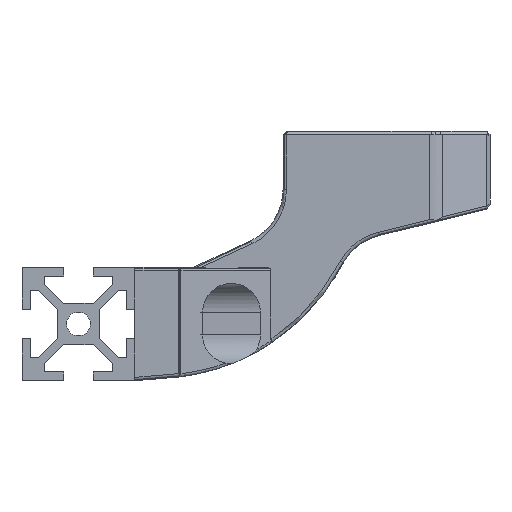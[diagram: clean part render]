
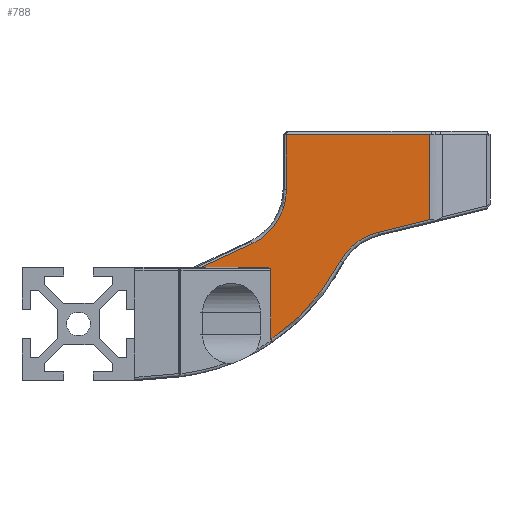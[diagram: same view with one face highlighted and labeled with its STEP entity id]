
A CAD part, front view. The second image highlights one B-rep face of the part: STEP entity #788.
In plain terms, the highlighted planar face has unit normal (0, -1, 0).
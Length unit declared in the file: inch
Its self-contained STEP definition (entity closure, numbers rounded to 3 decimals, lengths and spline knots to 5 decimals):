
#788=ADVANCED_FACE('',(#1684),#1685,.F.);
#1684=FACE_OUTER_BOUND('',#2835,.T.);
#1685=PLANE('',#2836);
#2835=EDGE_LOOP('',(#5208,#5209,#5210,#5211,#5212,#5213,#5214,#5215,#5216,#5217,#5218,#5219));
#2836=AXIS2_PLACEMENT_3D('',#5220,#5221,#5222);
#5208=ORIENTED_EDGE('',*,*,#7160,.F.);
#5209=ORIENTED_EDGE('',*,*,#7342,.F.);
#5210=ORIENTED_EDGE('',*,*,#7330,.F.);
#5211=ORIENTED_EDGE('',*,*,#7343,.F.);
#5212=ORIENTED_EDGE('',*,*,#6943,.F.);
#5213=ORIENTED_EDGE('',*,*,#6473,.F.);
#5214=ORIENTED_EDGE('',*,*,#6815,.T.);
#5215=ORIENTED_EDGE('',*,*,#6890,.F.);
#5216=ORIENTED_EDGE('',*,*,#6519,.F.);
#5217=ORIENTED_EDGE('',*,*,#7344,.T.);
#5218=ORIENTED_EDGE('',*,*,#7345,.F.);
#5219=ORIENTED_EDGE('',*,*,#7346,.F.);
#5220=CARTESIAN_POINT('',(-2.81976,-0.3937,-0.56845));
#5221=DIRECTION('',(0.,1.0,0.));
#5222=DIRECTION('',(0.,0.,-1.0));
#6473=EDGE_CURVE('',#7798,#7800,#7801,.T.);
#6519=EDGE_CURVE('',#7881,#7875,#7883,.F.);
#6815=EDGE_CURVE('',#7798,#8385,#8387,.T.);
#6890=EDGE_CURVE('',#7875,#8385,#8506,.F.);
#6943=EDGE_CURVE('',#7800,#8582,#8591,.T.);
#7160=EDGE_CURVE('',#8895,#8897,#8898,.T.);
#7330=EDGE_CURVE('',#9109,#9111,#9112,.T.);
#7342=EDGE_CURVE('',#9111,#8895,#9126,.T.);
#7343=EDGE_CURVE('',#8582,#9109,#9127,.T.);
#7344=EDGE_CURVE('',#7881,#9128,#9129,.T.);
#7345=EDGE_CURVE('',#9130,#9128,#9131,.T.);
#7346=EDGE_CURVE('',#8897,#9130,#9132,.T.);
#7798=VERTEX_POINT('',#9717);
#7800=VERTEX_POINT('',#9719);
#7801=LINE('',#9720,#9721);
#7875=VERTEX_POINT('',#9821);
#7881=VERTEX_POINT('',#9828);
#7883=ELLIPSE('',#9831,0.03341,0.02362);
#8385=VERTEX_POINT('',#10706);
#8387=LINE('',#10709,#10710);
#8506=ELLIPSE('',#10878,0.03341,0.02362);
#8582=VERTEX_POINT('',#10999);
#8591=CIRCLE('',#11008,0.41732);
#8895=VERTEX_POINT('',#11487);
#8897=VERTEX_POINT('',#11494);
#8898=LINE('',#11495,#11496);
#9109=VERTEX_POINT('',#11816);
#9111=VERTEX_POINT('',#11818);
#9112=LINE('',#11819,#11820);
#9126=LINE('',#11837,#11838);
#9127=LINE('',#11839,#11840);
#9128=VERTEX_POINT('',#11841);
#9129=LINE('',#11842,#11843);
#9130=VERTEX_POINT('',#11844);
#9131=CIRCLE('',#11845,1.46325);
#9132=CIRCLE('',#11846,0.41732);
#9717=CARTESIAN_POINT('',(-2.96533,-0.3937,-0.49214));
#9719=CARTESIAN_POINT('',(-2.61556,-0.3937,-0.32918));
#9720=CARTESIAN_POINT('',(-2.78647,-0.3937,-0.40881));
#9721=VECTOR('',#12413,1.);
#9821=CARTESIAN_POINT('',(-2.49206,-0.3937,-0.49906));
#9828=CARTESIAN_POINT('',(-2.48227,-0.3937,-0.51576));
#9831=AXIS2_PLACEMENT_3D('',#12486,#12487,#12488);
#10706=CARTESIAN_POINT('',(-2.51568,-0.3937,-0.49214));
#10709=CARTESIAN_POINT('',(-2.90284,-0.3937,-0.49214));
#10710=VECTOR('',#12885,1.0);
#10878=AXIS2_PLACEMENT_3D('',#12965,#12966,#12967);
#10999=CARTESIAN_POINT('',(-2.37448,-0.3937,0.0491));
#11008=AXIS2_PLACEMENT_3D('',#13039,#13040,#13041);
#11487=CARTESIAN_POINT('',(-1.37398,-0.3937,-0.16047));
#11494=CARTESIAN_POINT('',(-1.73572,-0.3937,-0.24952));
#11495=CARTESIAN_POINT('',(-2.28383,-0.3937,-0.38447));
#11496=VECTOR('',#13314,1.);
#11816=CARTESIAN_POINT('',(-2.37448,-0.3937,0.43274));
#11818=CARTESIAN_POINT('',(-1.37398,-0.3937,0.43274));
#11819=CARTESIAN_POINT('',(-1.13837,-0.3937,0.43274));
#11820=VECTOR('',#13504,1.0);
#11837=CARTESIAN_POINT('',(-1.37398,-0.3937,-0.41097));
#11838=VECTOR('',#13520,6.0);
#11839=CARTESIAN_POINT('',(-2.37448,-0.3937,-0.29627));
#11840=VECTOR('',#13521,1.0);
#11841=CARTESIAN_POINT('',(-2.48227,-0.3937,-0.9945));
#11842=CARTESIAN_POINT('',(-2.48227,-0.3937,-0.90179));
#11843=VECTOR('',#13522,1.0);
#11844=CARTESIAN_POINT('',(-1.99956,-0.3937,-0.44993));
#11845=AXIS2_PLACEMENT_3D('',#13523,#13524,#13525);
#11846=AXIS2_PLACEMENT_3D('',#13526,#13527,#13528);
#12413=DIRECTION('',(0.906,0.,0.422));
#12486=CARTESIAN_POINT('',(-2.51568,-0.3937,-0.51576));
#12487=DIRECTION('',(0.,1.0,0.));
#12488=DIRECTION('',(1.0,0.,0.));
#12885=DIRECTION('',(1.0,0.0,0.0));
#12965=CARTESIAN_POINT('',(-2.51568,-0.3937,-0.51576));
#12966=DIRECTION('',(0.,1.0,0.));
#12967=DIRECTION('',(1.0,0.,0.));
#13039=CARTESIAN_POINT('',(-2.79181,-0.3937,0.0491));
#13040=DIRECTION('',(0.,-1.0,0.));
#13041=DIRECTION('',(0.843,0.,-0.537));
#13314=DIRECTION('',(-0.971,0.,-0.239));
#13504=DIRECTION('',(1.0,0.0,0.0));
#13520=DIRECTION('',(0.,0.,-1.0));
#13521=DIRECTION('',(0.0,0.,1.0));
#13522=DIRECTION('',(0.0,0.,-1.0));
#13523=CARTESIAN_POINT('',(-3.30152,-0.3937,0.21791));
#13524=DIRECTION('',(0.,1.0,0.));
#13525=DIRECTION('',(0.739,0.,-0.674));
#13526=CARTESIAN_POINT('',(-1.63595,-0.3937,-0.65475));
#13527=DIRECTION('',(0.,-1.0,0.));
#13528=DIRECTION('',(-0.604,0.,0.797));
